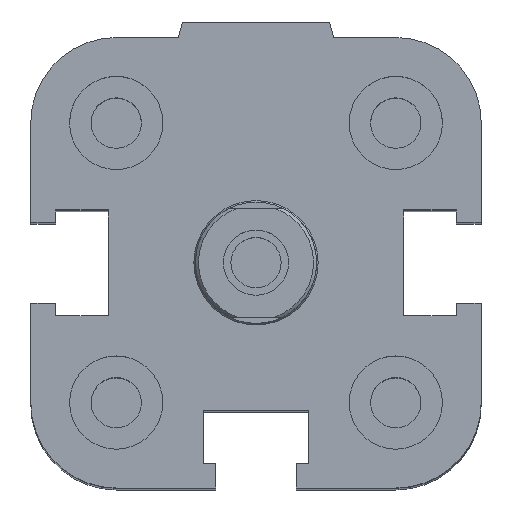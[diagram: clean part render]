
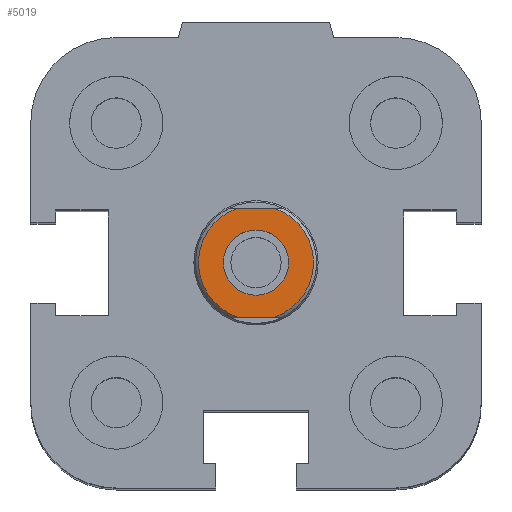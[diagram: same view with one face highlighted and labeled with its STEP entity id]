
A CAD part, top view. The second image highlights one B-rep face of the part: STEP entity #5019.
In plain terms, the highlighted face is planar.
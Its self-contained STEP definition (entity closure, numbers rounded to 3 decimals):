
#4255=CARTESIAN_POINT('',(3.5,0.0,-1.2));
#4256=VERTEX_POINT('',#4255);
#4270=CARTESIAN_POINT('',(-3.5,0.0,-1.2));
#4271=VERTEX_POINT('',#4270);
#4272=CARTESIAN_POINT('',(0.0,0.0,0.0));
#4273=DIRECTION('',(0.0,1.0,0.0));
#4274=DIRECTION('',(0.0,0.0,-1.0));
#4275=AXIS2_PLACEMENT_3D('',#4272,#4273,#4274);
#4276=CIRCLE('',#4275,3.7);
#4277=EDGE_CURVE('',#4256,#4271,#4276,.T.);
#4334=CARTESIAN_POINT('',(3.5,0.0,1.2));
#4335=VERTEX_POINT('',#4334);
#4349=CARTESIAN_POINT('',(3.5,0.0,-1.2));
#4350=DIRECTION('',(0.0,0.0,1.0));
#4351=VECTOR('',#4350,2.4);
#4352=LINE('',#4349,#4351);
#4353=EDGE_CURVE('',#4256,#4335,#4352,.T.);
#4424=CARTESIAN_POINT('',(-3.5,0.0,1.2));
#4425=VERTEX_POINT('',#4424);
#4439=CARTESIAN_POINT('',(0.0,0.0,0.0));
#4440=DIRECTION('',(0.0,1.0,0.0));
#4441=DIRECTION('',(0.0,0.0,1.0));
#4442=AXIS2_PLACEMENT_3D('',#4439,#4440,#4441);
#4443=CIRCLE('',#4442,3.7);
#4444=EDGE_CURVE('',#4425,#4335,#4443,.T.);
#4472=CARTESIAN_POINT('',(-3.5,0.0,1.2));
#4473=DIRECTION('',(0.0,0.0,-1.0));
#4474=VECTOR('',#4473,2.4);
#4475=LINE('',#4472,#4474);
#4476=EDGE_CURVE('',#4425,#4271,#4475,.T.);
#4537=CARTESIAN_POINT('',(2.1,0.0,0.0));
#4538=VERTEX_POINT('',#4537);
#4539=CARTESIAN_POINT('',(0.0,0.0,0.0));
#4540=DIRECTION('',(0.0,1.0,0.0));
#4541=DIRECTION('',(1.0,0.0,0.0));
#4542=AXIS2_PLACEMENT_3D('',#4539,#4540,#4541);
#4543=CIRCLE('',#4542,2.1);
#4544=EDGE_CURVE('',#4538,#4538,#4543,.T.);
#5005=CARTESIAN_POINT('',(-2.0,0.0,0.0));
#5006=DIRECTION('',(0.0,-1.0,0.0));
#5007=DIRECTION('',(0.0,0.0,-1.0));
#5008=AXIS2_PLACEMENT_3D('',#5005,#5006,#5007);
#5009=PLANE('',#5008);
#5010=ORIENTED_EDGE('',*,*,#4277,.F.);
#5011=ORIENTED_EDGE('',*,*,#4353,.T.);
#5012=ORIENTED_EDGE('',*,*,#4444,.F.);
#5013=ORIENTED_EDGE('',*,*,#4476,.T.);
#5014=EDGE_LOOP('',(#5010,#5011,#5012,#5013));
#5015=FACE_OUTER_BOUND('',#5014,.T.);
#5016=ORIENTED_EDGE('',*,*,#4544,.T.);
#5017=EDGE_LOOP('',(#5016));
#5018=FACE_BOUND('',#5017,.T.);
#5019=ADVANCED_FACE('',(#5015,#5018),#5009,.T.);
